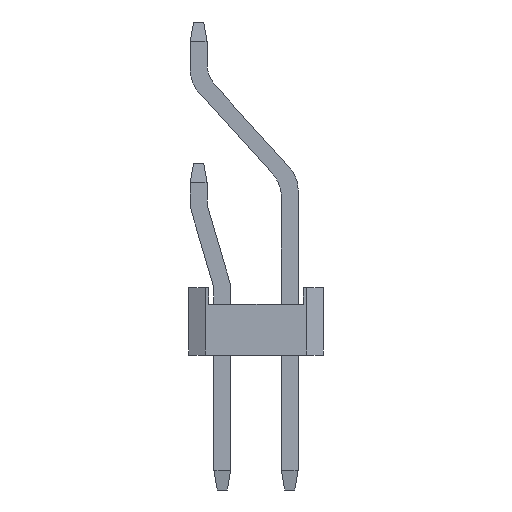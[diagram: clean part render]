
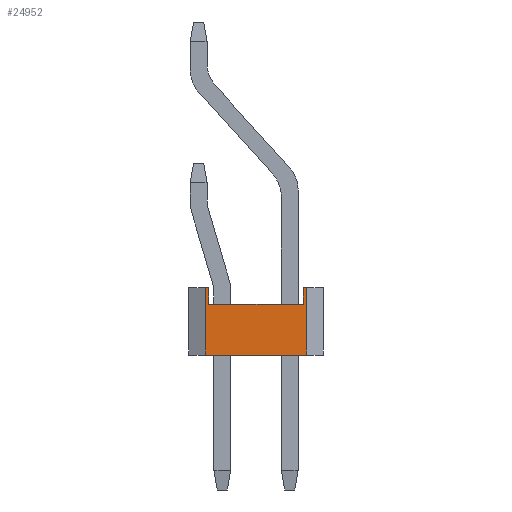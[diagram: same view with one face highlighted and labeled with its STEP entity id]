
A CAD part, left-side view. The second image highlights one B-rep face of the part: STEP entity #24952.
In plain terms, the highlighted planar face has unit normal (-1, 0, 0).
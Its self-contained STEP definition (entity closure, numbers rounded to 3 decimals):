
#319 = EDGE_CURVE ( 'NONE', #3664, #6784, #9292, .T. ) ;
#994 = VECTOR ( 'NONE', #26876, 1000. ) ;
#997 = CARTESIAN_POINT ( 'NONE',  ( 6., 1.5, -22. ) ) ;
#1238 = ORIENTED_EDGE ( 'NONE', *, *, #11381, .F. ) ;
#1368 = EDGE_CURVE ( 'NONE', #4618, #9225, #4234, .T. ) ;
#1652 = FACE_OUTER_BOUND ( 'NONE', #22274, .T. ) ;
#2747 = EDGE_CURVE ( 'NONE', #18647, #4618, #5104, .T. ) ;
#2945 = EDGE_CURVE ( 'NONE', #9225, #3664, #25503, .T. ) ;
#3116 = DIRECTION ( 'NONE',  ( 0., 0., 1. ) ) ;
#3397 = ORIENTED_EDGE ( 'NONE', *, *, #18091, .T. ) ;
#3664 = VERTEX_POINT ( 'NONE', #15250 ) ;
#3961 = DIRECTION ( 'NONE',  ( 0., 0., 1. ) ) ;
#4234 = LINE ( 'NONE', #6068, #16531 ) ;
#4618 = VERTEX_POINT ( 'NONE', #23389 ) ;
#5104 = LINE ( 'NONE', #997, #6690 ) ;
#5464 = DIRECTION ( 'NONE',  ( 0., -1., 0. ) ) ;
#5880 = EDGE_CURVE ( 'NONE', #6784, #8804, #16787, .T. ) ;
#6068 = CARTESIAN_POINT ( 'NONE',  ( 6., 0., 2. ) ) ;
#6690 = VECTOR ( 'NONE', #3116, 1000. ) ;
#6784 = VERTEX_POINT ( 'NONE', #17409 ) ;
#7511 = CARTESIAN_POINT ( 'NONE',  ( 6., 0., 0. ) ) ;
#7983 = CARTESIAN_POINT ( 'NONE',  ( 6., 1.4, 2. ) ) ;
#8428 = ORIENTED_EDGE ( 'NONE', *, *, #5880, .F. ) ;
#8459 = DIRECTION ( 'NONE',  ( 0., -1., 0. ) ) ;
#8804 = VERTEX_POINT ( 'NONE', #16476 ) ;
#8821 = LINE ( 'NONE', #17413, #22550 ) ;
#9225 = VERTEX_POINT ( 'NONE', #7983 ) ;
#9292 = LINE ( 'NONE', #26866, #25317 ) ;
#10892 = CARTESIAN_POINT ( 'NONE',  ( 6., -1.5, 0. ) ) ;
#10988 = VERTEX_POINT ( 'NONE', #10892 ) ;
#11381 = EDGE_CURVE ( 'NONE', #8804, #15499, #18310, .T. ) ;
#11466 = DIRECTION ( 'NONE',  ( 0., -1., 0. ) ) ;
#12504 = PLANE ( 'NONE',  #18706 ) ;
#13182 = DIRECTION ( 'NONE',  ( 0., 0., 1. ) ) ;
#13916 = EDGE_CURVE ( 'NONE', #18647, #10988, #24683, .T. ) ;
#15250 = CARTESIAN_POINT ( 'NONE',  ( 6., 1.4, 1.5 ) ) ;
#15499 = VERTEX_POINT ( 'NONE', #27778 ) ;
#15965 = ORIENTED_EDGE ( 'NONE', *, *, #13916, .T. ) ;
#16476 = CARTESIAN_POINT ( 'NONE',  ( 6., -1.4, 2. ) ) ;
#16531 = VECTOR ( 'NONE', #8459, 1000. ) ;
#16787 = LINE ( 'NONE', #23260, #19619 ) ;
#17409 = CARTESIAN_POINT ( 'NONE',  ( 6., -1.4, 1.5 ) ) ;
#17413 = CARTESIAN_POINT ( 'NONE',  ( 6., -1.5, -22. ) ) ;
#17701 = VECTOR ( 'NONE', #11466, 1000. ) ;
#18091 = EDGE_CURVE ( 'NONE', #10988, #15499, #8821, .T. ) ;
#18229 = ORIENTED_EDGE ( 'NONE', *, *, #2747, .F. ) ;
#18310 = LINE ( 'NONE', #22663, #994 ) ;
#18647 = VERTEX_POINT ( 'NONE', #18901 ) ;
#18706 = AXIS2_PLACEMENT_3D ( 'NONE', #22919, #27829, #21377 ) ;
#18901 = CARTESIAN_POINT ( 'NONE',  ( 6., 1.5, 0. ) ) ;
#19619 = VECTOR ( 'NONE', #3961, 1000. ) ;
#19688 = DIRECTION ( 'NONE',  ( 0., 0., -1. ) ) ;
#21377 = DIRECTION ( 'NONE',  ( 0., 1., 0. ) ) ;
#22274 = EDGE_LOOP ( 'NONE', ( #15965, #3397, #1238, #8428, #27633, #26792, #25513, #18229 ) ) ;
#22550 = VECTOR ( 'NONE', #13182, 1000. ) ;
#22663 = CARTESIAN_POINT ( 'NONE',  ( 6., 0., 2. ) ) ;
#22919 = CARTESIAN_POINT ( 'NONE',  ( 6., 25.426, 32.5 ) ) ;
#23260 = CARTESIAN_POINT ( 'NONE',  ( 6., -1.4, 2. ) ) ;
#23389 = CARTESIAN_POINT ( 'NONE',  ( 6., 1.5, 2. ) ) ;
#23544 = VECTOR ( 'NONE', #19688, 1000. ) ;
#24178 = CARTESIAN_POINT ( 'NONE',  ( 6., 1.4, 2. ) ) ;
#24683 = LINE ( 'NONE', #7511, #17701 ) ;
#24952 = ADVANCED_FACE ( 'NONE', ( #1652 ), #12504, .F. ) ;
#25317 = VECTOR ( 'NONE', #5464, 1000. ) ;
#25503 = LINE ( 'NONE', #24178, #23544 ) ;
#25513 = ORIENTED_EDGE ( 'NONE', *, *, #1368, .F. ) ;
#26792 = ORIENTED_EDGE ( 'NONE', *, *, #2945, .F. ) ;
#26866 = CARTESIAN_POINT ( 'NONE',  ( 6., 1.4, 1.5 ) ) ;
#26876 = DIRECTION ( 'NONE',  ( 0., -1., 0. ) ) ;
#27633 = ORIENTED_EDGE ( 'NONE', *, *, #319, .F. ) ;
#27778 = CARTESIAN_POINT ( 'NONE',  ( 6., -1.5, 2. ) ) ;
#27829 = DIRECTION ( 'NONE',  ( 1., 0., 0. ) ) ;
